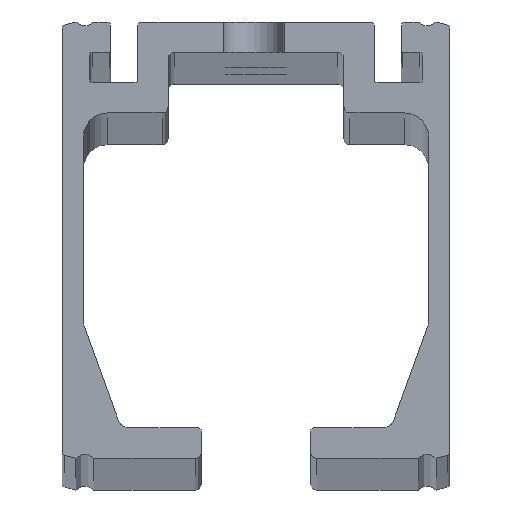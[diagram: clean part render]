
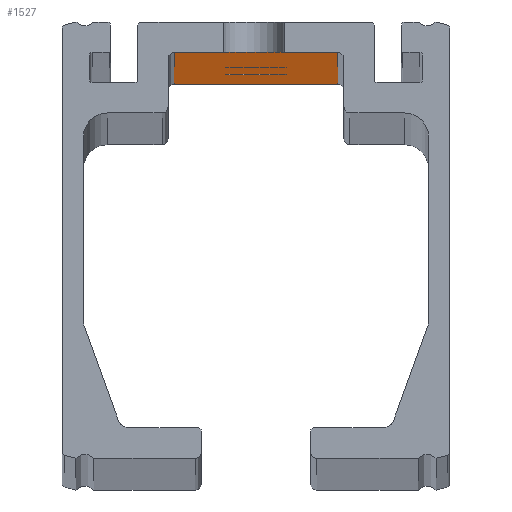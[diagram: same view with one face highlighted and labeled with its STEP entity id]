
A CAD part, top view. The second image highlights one B-rep face of the part: STEP entity #1527.
In plain terms, the highlighted planar face has unit normal (0, -1, 0).
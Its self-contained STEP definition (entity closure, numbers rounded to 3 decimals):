
#15=FACE_BOUND('',#181,.T.);
#16=FACE_BOUND('',#182,.T.);
#17=FACE_BOUND('',#183,.T.);
#18=FACE_BOUND('',#184,.T.);
#19=FACE_BOUND('',#185,.T.);
#43=PLANE('',#1709);
#103=FACE_OUTER_BOUND('',#180,.T.);
#180=EDGE_LOOP('',(#1251,#1252,#1253,#1254,#1255,#1256));
#181=EDGE_LOOP('',(#1257));
#182=EDGE_LOOP('',(#1258));
#183=EDGE_LOOP('',(#1259));
#184=EDGE_LOOP('',(#1260));
#185=EDGE_LOOP('',(#1261));
#227=CIRCLE('',#1585,5.);
#247=CIRCLE('',#1607,5.);
#250=CIRCLE('',#1611,5.);
#253=CIRCLE('',#1615,5.);
#256=CIRCLE('',#1619,5.);
#259=CIRCLE('',#1623,5.);
#330=LINE('',#2295,#475);
#353=LINE('',#2407,#498);
#419=LINE('',#2606,#564);
#420=LINE('',#2608,#565);
#421=LINE('',#2609,#566);
#475=VECTOR('',#1808,10.);
#498=VECTOR('',#1907,10.);
#564=VECTOR('',#2107,10.);
#565=VECTOR('',#2110,10.);
#566=VECTOR('',#2111,10.);
#602=VERTEX_POINT('',#2219);
#604=VERTEX_POINT('',#2223);
#638=VERTEX_POINT('',#2293);
#641=VERTEX_POINT('',#2301);
#644=VERTEX_POINT('',#2309);
#647=VERTEX_POINT('',#2317);
#650=VERTEX_POINT('',#2325);
#653=VERTEX_POINT('',#2333);
#688=VERTEX_POINT('',#2404);
#689=VERTEX_POINT('',#2406);
#755=VERTEX_POINT('',#2604);
#759=EDGE_CURVE('',#602,#604,#227,.T.);
#794=EDGE_CURVE('',#638,#604,#330,.T.);
#798=EDGE_CURVE('',#641,#641,#247,.T.);
#802=EDGE_CURVE('',#644,#644,#250,.T.);
#806=EDGE_CURVE('',#647,#647,#253,.T.);
#810=EDGE_CURVE('',#650,#650,#256,.T.);
#814=EDGE_CURVE('',#653,#653,#259,.T.);
#849=EDGE_CURVE('',#688,#689,#353,.T.);
#949=EDGE_CURVE('',#688,#755,#419,.T.);
#950=EDGE_CURVE('',#602,#755,#420,.T.);
#951=EDGE_CURVE('',#689,#638,#421,.T.);
#1251=ORIENTED_EDGE('',*,*,#950,.F.);
#1252=ORIENTED_EDGE('',*,*,#759,.T.);
#1253=ORIENTED_EDGE('',*,*,#794,.F.);
#1254=ORIENTED_EDGE('',*,*,#951,.F.);
#1255=ORIENTED_EDGE('',*,*,#849,.F.);
#1256=ORIENTED_EDGE('',*,*,#949,.T.);
#1257=ORIENTED_EDGE('',*,*,#798,.T.);
#1258=ORIENTED_EDGE('',*,*,#802,.T.);
#1259=ORIENTED_EDGE('',*,*,#806,.T.);
#1260=ORIENTED_EDGE('',*,*,#810,.T.);
#1261=ORIENTED_EDGE('',*,*,#814,.T.);
#1527=ADVANCED_FACE('',(#103,#15,#16,#17,#18,#19),#43,.T.);
#1585=AXIS2_PLACEMENT_3D('',#2225,#1753,#1754);
#1607=AXIS2_PLACEMENT_3D('',#2303,#1816,#1817);
#1611=AXIS2_PLACEMENT_3D('',#2311,#1825,#1826);
#1615=AXIS2_PLACEMENT_3D('',#2319,#1834,#1835);
#1619=AXIS2_PLACEMENT_3D('',#2327,#1843,#1844);
#1623=AXIS2_PLACEMENT_3D('',#2335,#1852,#1853);
#1709=AXIS2_PLACEMENT_3D('',#2607,#2108,#2109);
#1753=DIRECTION('center_axis',(0.,1.,0.));
#1754=DIRECTION('ref_axis',(1.,0.,0.));
#1808=DIRECTION('',(1.,0.,0.));
#1816=DIRECTION('center_axis',(0.,1.,0.));
#1817=DIRECTION('ref_axis',(1.,0.,0.));
#1825=DIRECTION('center_axis',(0.,1.,0.));
#1826=DIRECTION('ref_axis',(1.,0.,0.));
#1834=DIRECTION('center_axis',(0.,1.,0.));
#1835=DIRECTION('ref_axis',(1.,0.,0.));
#1843=DIRECTION('center_axis',(0.,1.,0.));
#1844=DIRECTION('ref_axis',(1.,0.,0.));
#1852=DIRECTION('center_axis',(0.,1.,0.));
#1853=DIRECTION('ref_axis',(1.,0.,0.));
#1907=DIRECTION('',(-1.,0.,0.));
#2107=DIRECTION('',(0.,0.,1.));
#2108=DIRECTION('center_axis',(0.,-1.,0.));
#2109=DIRECTION('ref_axis',(1.,0.,0.));
#2110=DIRECTION('',(1.,0.,0.));
#2111=DIRECTION('',(0.,0.,1.));
#2219=CARTESIAN_POINT('',(4.629,-5.,0.));
#2223=CARTESIAN_POINT('',(-5.371,-5.,0.));
#2225=CARTESIAN_POINT('Origin',(-0.371,-5.,0.));
#2293=CARTESIAN_POINT('',(-13.5,-5.,0.));
#2295=CARTESIAN_POINT('',(11.478,-5.,0.));
#2301=CARTESIAN_POINT('',(-5.,-5.,-2800.));
#2303=CARTESIAN_POINT('Origin',(0.,-5.,-2800.));
#2309=CARTESIAN_POINT('',(-5.,-5.,-1400.));
#2311=CARTESIAN_POINT('Origin',(0.,-5.,-1400.));
#2317=CARTESIAN_POINT('',(-5.,-5.,-700.));
#2319=CARTESIAN_POINT('Origin',(0.,-5.,-700.));
#2325=CARTESIAN_POINT('',(-5.,-5.,-2100.));
#2327=CARTESIAN_POINT('Origin',(0.,-5.,-2100.));
#2333=CARTESIAN_POINT('',(-5.,-5.,-2980.));
#2335=CARTESIAN_POINT('Origin',(0.,-5.,-2980.));
#2404=CARTESIAN_POINT('',(13.5,-5.,-3000.));
#2406=CARTESIAN_POINT('',(-13.5,-5.,-3000.));
#2407=CARTESIAN_POINT('',(0.,-5.,-3000.));
#2604=CARTESIAN_POINT('',(13.5,-5.,0.));
#2606=CARTESIAN_POINT('',(13.5,-5.,0.));
#2607=CARTESIAN_POINT('Origin',(0.,-5.,0.));
#2608=CARTESIAN_POINT('',(11.478,-5.,0.));
#2609=CARTESIAN_POINT('',(-13.5,-5.,0.));
